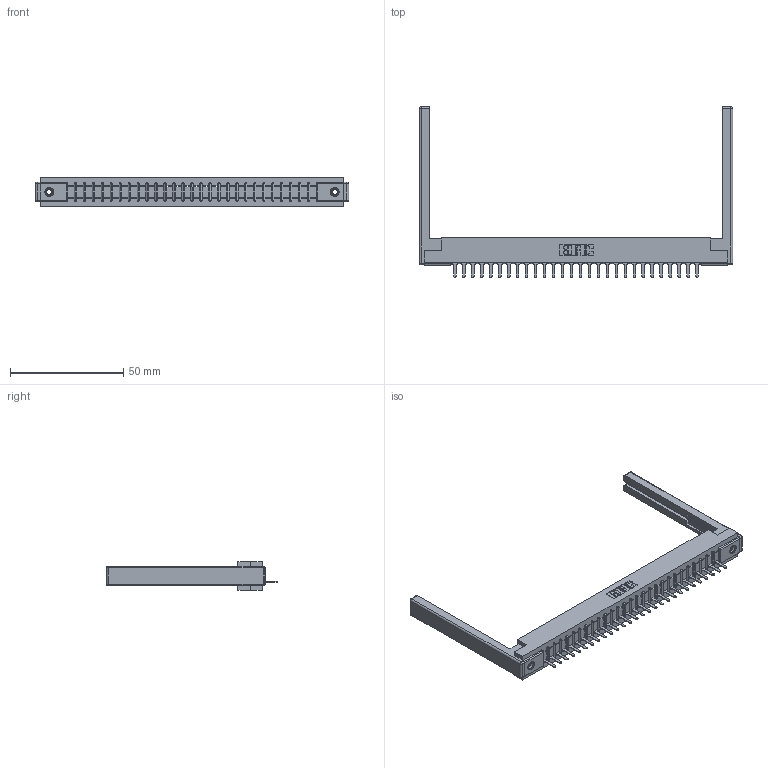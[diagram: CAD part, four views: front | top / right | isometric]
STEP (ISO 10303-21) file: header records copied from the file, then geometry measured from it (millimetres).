
FILE_DESCRIPTION (( 'STEP AP203' ), '1' );
FILE_NAME ('357-028-425-168.STEP', '2020-10-01T20:26:19', ( '' ), ( '' ), 'SwSTEP 2.0', 'SolidWorks 2020', '' );
FILE_SCHEMA (( 'CONFIG_CONTROL_DESIGN' ));
Length unit declared in the file: inch
Products named in the file (5): 307-290-001_525; 357-028-425-168; 307-220-068; 345-250-001_345-250-001-102; 307 Part_.156 Dia Mounting Holes
Assembly tree (33 placements, depth 2):
  357-028-425-168
    307 Part_.156 Dia Mounting Holes
    307-290-001_525  x28
    307-220-068  x2
    345-250-001_345-250-001-102  x2
Bounding box: 138.38 x 75.39 x 12.7 mm (x, y, z)
Volume: 18655.6 mm3; surface area: 18839.1 mm2
Topology: 33 solids, 33 shells, 1869 faces, 5249 edges, 3362 vertices
Faces by surface type: plane 1194, cylinder 593, sphere 66, cone 12, torus 4
Entity records: 28457 total; most frequent: CARTESIAN_POINT 4753, ORIENTED_EDGE 4728, DIRECTION 4648, EDGE_CURVE 2364, VECTOR 1806, LINE 1806, VERTEX_POINT 1526, AXIS2_PLACEMENT_3D 1421
